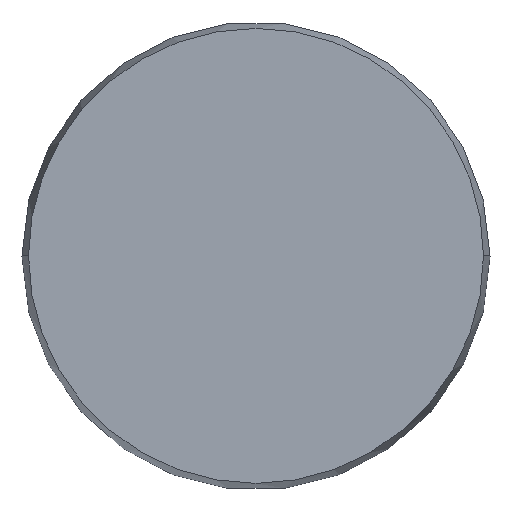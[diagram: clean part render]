
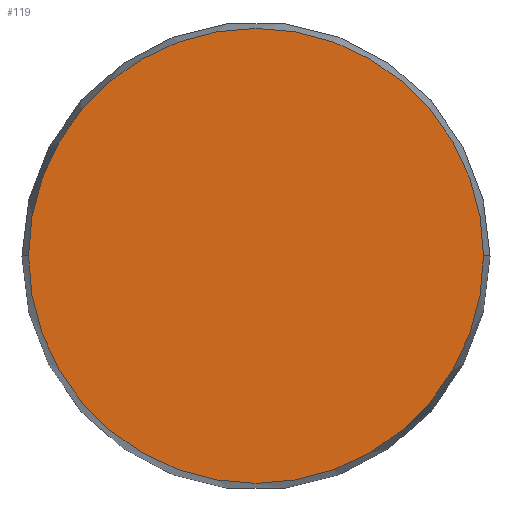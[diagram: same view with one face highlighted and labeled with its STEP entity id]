
A CAD part, top view. The second image highlights one B-rep face of the part: STEP entity #119.
In plain terms, the highlighted planar face has unit normal (0, 0, 1).
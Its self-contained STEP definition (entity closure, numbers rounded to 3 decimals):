
#11 = CIRCLE ( 'NONE', #118, 5.328 ) ;
#33 = VERTEX_POINT ( 'NONE', #49 ) ;
#48 = DIRECTION ( 'NONE',  ( 0., 0., -1. ) ) ;
#49 = CARTESIAN_POINT ( 'NONE',  ( -5.328, 0., 0. ) ) ;
#50 = CARTESIAN_POINT ( 'NONE',  ( 0., 0., 0. ) ) ;
#51 = DIRECTION ( 'NONE',  ( 0., 0., -1. ) ) ;
#61 = EDGE_CURVE ( 'NONE', #228, #33, #11, .T. ) ;
#103 = PLANE ( 'NONE',  #235 ) ;
#118 = AXIS2_PLACEMENT_3D ( 'NONE', #252, #51, #426 ) ;
#119 = ADVANCED_FACE ( 'NONE', ( #281 ), #103, .T. ) ;
#228 = VERTEX_POINT ( 'NONE', #283 ) ;
#230 = ORIENTED_EDGE ( 'NONE', *, *, #460, .F. ) ;
#235 = AXIS2_PLACEMENT_3D ( 'NONE', #250, #292, #295 ) ;
#250 = CARTESIAN_POINT ( 'NONE',  ( 5.328, 0., 0. ) ) ;
#252 = CARTESIAN_POINT ( 'NONE',  ( 0., 0., 0. ) ) ;
#266 = AXIS2_PLACEMENT_3D ( 'NONE', #50, #48, #332 ) ;
#281 = FACE_OUTER_BOUND ( 'NONE', #386, .T. ) ;
#283 = CARTESIAN_POINT ( 'NONE',  ( 5.328, 0., 0. ) ) ;
#292 = DIRECTION ( 'NONE',  ( 0., 0., 1. ) ) ;
#295 = DIRECTION ( 'NONE',  ( 1., 0., 0. ) ) ;
#307 = CIRCLE ( 'NONE', #266, 5.328 ) ;
#317 = ORIENTED_EDGE ( 'NONE', *, *, #61, .F. ) ;
#332 = DIRECTION ( 'NONE',  ( -1., 0., 0. ) ) ;
#386 = EDGE_LOOP ( 'NONE', ( #230, #317 ) ) ;
#426 = DIRECTION ( 'NONE',  ( -1., 0., 0. ) ) ;
#460 = EDGE_CURVE ( 'NONE', #33, #228, #307, .T. ) ;
